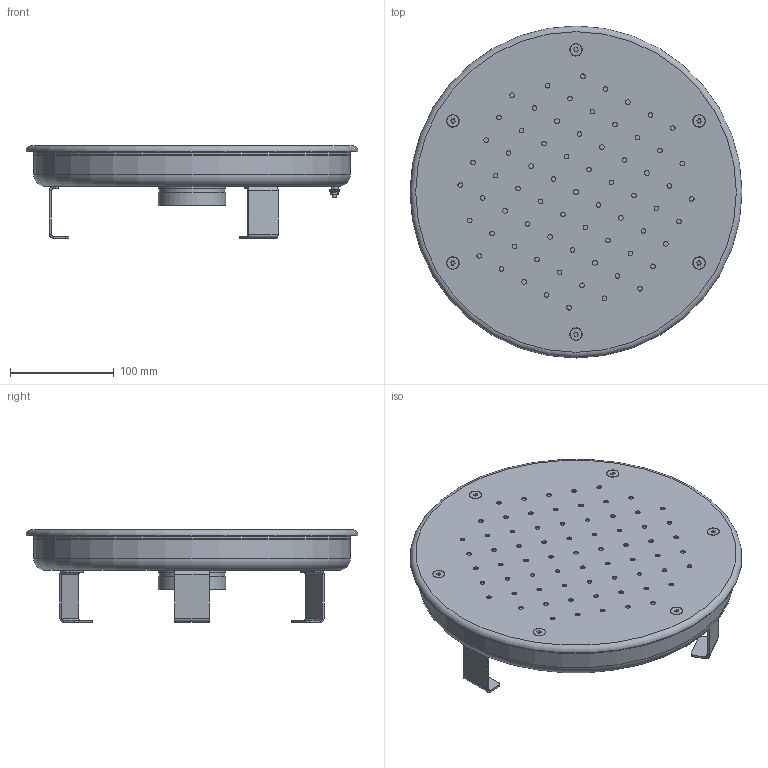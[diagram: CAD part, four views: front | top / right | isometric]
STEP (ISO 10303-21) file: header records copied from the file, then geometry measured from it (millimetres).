
FILE_DESCRIPTION (( 'STEP AP203' ), '1' );
FILE_NAME ('狨.30.4.STEP', '2025-03-14T11:49:22', ( '' ), ( '' ), 'SwSTEP 2.0', 'SolidWorks 2022', '' );
FILE_SCHEMA (( 'CONFIG_CONTROL_DESIGN' ));
Length unit declared in the file: millimetre
Products named in the file (1): ПА.30.4
Bounding box: 320 x 320 x 89.37 mm (x, y, z)
Volume: 2780871.7 mm3; surface area: 625685.3 mm2
Topology: 30 solids, 31 shells, 741 faces, 1819 edges, 1150 vertices
Faces by surface type: plane 428, cylinder 204, cone 89, torus 19, bspline 1
Full cylindrical faces by diameter (mm): 3.3 x1, 4 x1, 4.02 x15, 4.3 x2, 4.5 x69, 4.917 x1, 6 x15, 6.5 x12, 7 x18, 7.2 x1, 8.8 x1, 9 x2, 11.57 x15, 63 x1, 63.5 x1, 63.8 x1, 65 x2, 250 x4, 282.924 x1, 302 x1, 302.6 x1, 305 x5, 317 x1, 320 x1
Entity records: 20309 total; most frequent: CARTESIAN_POINT 3560, DIRECTION 3496, ORIENTED_EDGE 2896, EDGE_CURVE 1448, AXIS2_PLACEMENT_3D 1335, EDGE_LOOP 1314, VERTEX_POINT 1054, FACE_OUTER_BOUND 933
